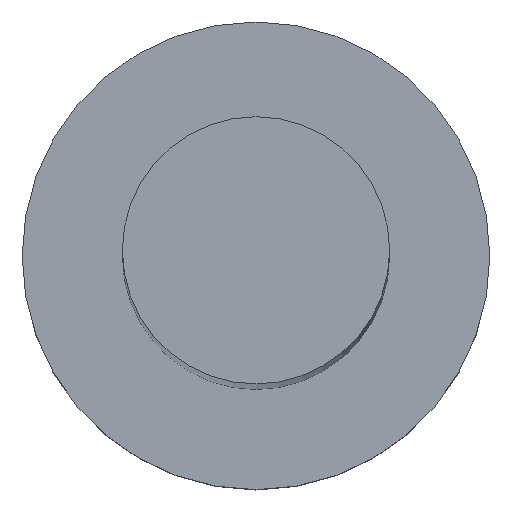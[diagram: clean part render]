
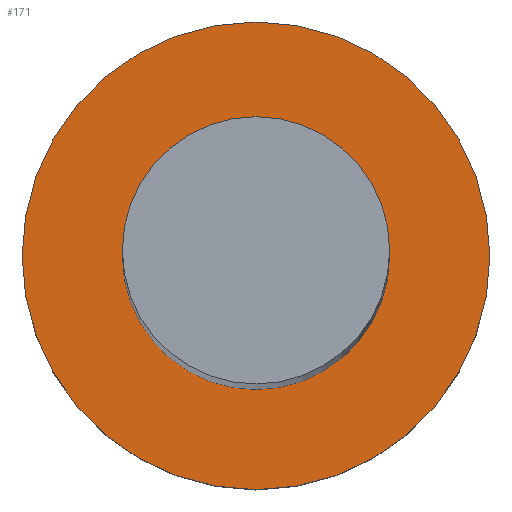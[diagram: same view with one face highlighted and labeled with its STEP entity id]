
A CAD part, top view. The second image highlights one B-rep face of the part: STEP entity #171.
In plain terms, the highlighted planar face has unit normal (0, 0, 1).
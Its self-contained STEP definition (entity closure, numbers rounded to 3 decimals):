
#11 = PLANE ( 'NONE',  #225 ) ;
#16 = VERTEX_POINT ( 'NONE', #173 ) ;
#24 = CIRCLE ( 'NONE', #157, 7. ) ;
#25 = DIRECTION ( 'NONE',  ( 1., 0., 0. ) ) ;
#61 = CARTESIAN_POINT ( 'NONE',  ( 0., 0., 5. ) ) ;
#67 = CARTESIAN_POINT ( 'NONE',  ( 0., 0., 5. ) ) ;
#69 = EDGE_CURVE ( 'NONE', #198, #204, #102, .T. ) ;
#70 = CARTESIAN_POINT ( 'NONE',  ( 4., 0., 5. ) ) ;
#77 = ORIENTED_EDGE ( 'NONE', *, *, #85, .F. ) ;
#85 = EDGE_CURVE ( 'NONE', #204, #198, #89, .T. ) ;
#88 = AXIS2_PLACEMENT_3D ( 'NONE', #141, #218, #180 ) ;
#89 = CIRCLE ( 'NONE', #88, 4. ) ;
#90 = EDGE_LOOP ( 'NONE', ( #172, #222 ) ) ;
#97 = DIRECTION ( 'NONE',  ( 0., 0., 1. ) ) ;
#101 = DIRECTION ( 'NONE',  ( 0., 0., 1. ) ) ;
#102 = CIRCLE ( 'NONE', #203, 4. ) ;
#106 = CARTESIAN_POINT ( 'NONE',  ( 7., 0., 5. ) ) ;
#115 = EDGE_CURVE ( 'NONE', #122, #16, #24, .T. ) ;
#122 = VERTEX_POINT ( 'NONE', #106 ) ;
#123 = CARTESIAN_POINT ( 'NONE',  ( 0., 0., 5. ) ) ;
#125 = AXIS2_PLACEMENT_3D ( 'NONE', #123, #202, #25 ) ;
#141 = CARTESIAN_POINT ( 'NONE',  ( 0., 0., 5. ) ) ;
#143 = DIRECTION ( 'NONE',  ( 1., 0., 0. ) ) ;
#145 = CARTESIAN_POINT ( 'NONE',  ( 0., 0., 5. ) ) ;
#146 = EDGE_LOOP ( 'NONE', ( #193, #77 ) ) ;
#148 = DIRECTION ( 'NONE',  ( 0., 0., 1. ) ) ;
#157 = AXIS2_PLACEMENT_3D ( 'NONE', #67, #148, #143 ) ;
#159 = EDGE_CURVE ( 'NONE', #16, #122, #191, .T. ) ;
#162 = DIRECTION ( 'NONE',  ( 1., 0., 0. ) ) ;
#171 = ADVANCED_FACE ( 'NONE', ( #228, #187 ), #11, .T. ) ;
#172 = ORIENTED_EDGE ( 'NONE', *, *, #159, .T. ) ;
#173 = CARTESIAN_POINT ( 'NONE',  ( -7., 0., 5. ) ) ;
#180 = DIRECTION ( 'NONE',  ( 1., 0., 0. ) ) ;
#187 = FACE_OUTER_BOUND ( 'NONE', #90, .T. ) ;
#191 = CIRCLE ( 'NONE', #125, 7. ) ;
#193 = ORIENTED_EDGE ( 'NONE', *, *, #69, .F. ) ;
#198 = VERTEX_POINT ( 'NONE', #249 ) ;
#202 = DIRECTION ( 'NONE',  ( 0., 0., 1. ) ) ;
#203 = AXIS2_PLACEMENT_3D ( 'NONE', #61, #97, #162 ) ;
#204 = VERTEX_POINT ( 'NONE', #70 ) ;
#218 = DIRECTION ( 'NONE',  ( 0., 0., 1. ) ) ;
#222 = ORIENTED_EDGE ( 'NONE', *, *, #115, .T. ) ;
#223 = DIRECTION ( 'NONE',  ( 1., 0., 0. ) ) ;
#225 = AXIS2_PLACEMENT_3D ( 'NONE', #145, #101, #223 ) ;
#228 = FACE_BOUND ( 'NONE', #146, .T. ) ;
#249 = CARTESIAN_POINT ( 'NONE',  ( -4., 0., 5. ) ) ;
